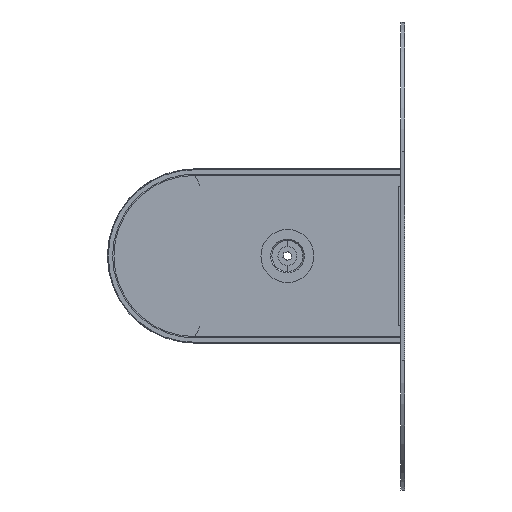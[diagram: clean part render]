
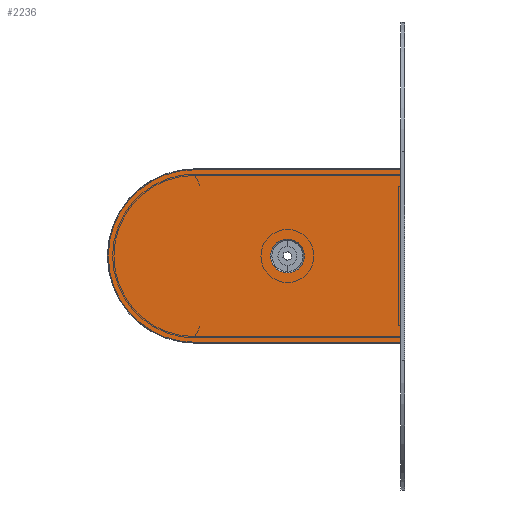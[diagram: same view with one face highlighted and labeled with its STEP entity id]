
A CAD part, left-side view. The second image highlights one B-rep face of the part: STEP entity #2236.
In plain terms, the highlighted planar face has unit normal (-1, 0, 0).
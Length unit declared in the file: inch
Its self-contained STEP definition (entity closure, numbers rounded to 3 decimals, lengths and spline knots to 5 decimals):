
#50 = EDGE_CURVE ( 'NONE', #3205, #3163, #3456, .T. ) ;
#51 = EDGE_CURVE ( 'NONE', #3218, #3205, #1047, .T. ) ;
#52 = EDGE_CURVE ( 'NONE', #3172, #3181, #1050, .T. ) ;
#53 = EDGE_CURVE ( 'NONE', #3181, #3218, #3457, .T. ) ;
#109 = EDGE_CURVE ( 'NONE', #3163, #3160, #1137, .T. ) ;
#461 = EDGE_LOOP ( 'NONE', ( #3604, #3587 ) ) ;
#487 = EDGE_LOOP ( 'NONE', ( #3602, #3609, #3589, #3601, #3595, #3600, #3610 ) ) ;
#512 = VERTEX_POINT ( 'NONE', #1513 ) ;
#513 = VERTEX_POINT ( 'NONE', #1514 ) ;
#716 = CARTESIAN_POINT ( 'NONE',  ( -17.54811, -1.37496, 0.82441 ) ) ;
#717 = CARTESIAN_POINT ( 'NONE',  ( -17.54811, -1.37496, -0.82742 ) ) ;
#721 = CARTESIAN_POINT ( 'NONE',  ( -17.54811, -1.37496, 0.82742 ) ) ;
#722 = CARTESIAN_POINT ( 'NONE',  ( -17.54811, -1.37289, 0.82949 ) ) ;
#726 = CARTESIAN_POINT ( 'NONE',  ( -17.54811, -1.37496, 0.82449 ) ) ;
#727 = CARTESIAN_POINT ( 'NONE',  ( -17.54811, -1.36996, 0.82949 ) ) ;
#728 = DIRECTION ( 'NONE',  ( 0., 0., 1. ) ) ;
#729 = CARTESIAN_POINT ( 'NONE',  ( -17.54811, -1.37289, -0.82949 ) ) ;
#730 = CARTESIAN_POINT ( 'NONE',  ( -17.54811, -1.36987, -0.82949 ) ) ;
#731 = DIRECTION ( 'NONE',  ( 0., -1., 0. ) ) ;
#733 = CARTESIAN_POINT ( 'NONE',  ( -17.54811, -1.36996, -0.82949 ) ) ;
#734 = CARTESIAN_POINT ( 'NONE',  ( -17.54811, -1.37496, -0.82449 ) ) ;
#869 = CARTESIAN_POINT ( 'NONE',  ( -17.54811, 0.60181, 0.82949 ) ) ;
#870 = DIRECTION ( 'NONE',  ( 0., 1., 0. ) ) ;
#1047 = LINE ( 'NONE', #716, #1049 ) ;
#1049 = VECTOR ( 'NONE', #728, 39.37008 ) ;
#1050 = LINE ( 'NONE', #730, #1052 ) ;
#1052 = VECTOR ( 'NONE', #731, 39.37008 ) ;
#1137 = LINE ( 'NONE', #869, #1140 ) ;
#1140 = VECTOR ( 'NONE', #870, 39.37008 ) ;
#1513 = CARTESIAN_POINT ( 'NONE',  ( -17.54811, -0.29115, -0.16341 ) ) ;
#1514 = CARTESIAN_POINT ( 'NONE',  ( -17.54811, -0.29115, 0.1634 ) ) ;
#2236 = ADVANCED_FACE ( 'NONE', ( #2344, #2348 ), #2454, .T. ) ;
#2344 = FACE_OUTER_BOUND ( 'NONE', #487, .T. ) ;
#2348 = FACE_BOUND ( 'NONE', #461, .T. ) ;
#2454 = PLANE ( 'NONE',  #3365 ) ;
#2462 = CARTESIAN_POINT ( 'NONE',  ( -17.54811, -0.29075, 0. ) ) ;
#2463 = DIRECTION ( 'NONE',  ( -1., 0., 0. ) ) ;
#2464 = DIRECTION ( 'NONE',  ( 0., 0., 1. ) ) ;
#2649 = CARTESIAN_POINT ( 'NONE',  ( -17.54811, -0.29115, 0. ) ) ;
#2650 = DIRECTION ( 'NONE',  ( -1., 0., 0. ) ) ;
#2651 = DIRECTION ( 'NONE',  ( 0., 0., 1. ) ) ;
#2658 = CARTESIAN_POINT ( 'NONE',  ( -17.54811, -0.29115, 0. ) ) ;
#2659 = DIRECTION ( 'NONE',  ( -1., 0., 0. ) ) ;
#2660 = DIRECTION ( 'NONE',  ( 0., 0., 1. ) ) ;
#2718 = CARTESIAN_POINT ( 'NONE',  ( -17.54811, 0.60181, 0. ) ) ;
#2719 = DIRECTION ( 'NONE',  ( -1., 0., 0. ) ) ;
#2720 = DIRECTION ( 'NONE',  ( 0., 0., 1. ) ) ;
#2731 = CARTESIAN_POINT ( 'NONE',  ( -17.54811, 0.60181, 0. ) ) ;
#2732 = DIRECTION ( 'NONE',  ( -1., 0., 0. ) ) ;
#2733 = DIRECTION ( 'NONE',  ( 0., 0., 1. ) ) ;
#2764 = CARTESIAN_POINT ( 'NONE',  ( -17.54811, 1.4313, 0. ) ) ;
#2766 = CARTESIAN_POINT ( 'NONE',  ( -17.54811, 0.60181, 0.82949 ) ) ;
#2769 = CARTESIAN_POINT ( 'NONE',  ( -17.54811, -1.36996, 0.82949 ) ) ;
#2778 = CARTESIAN_POINT ( 'NONE',  ( -17.54811, 0.60181, -0.82949 ) ) ;
#2787 = CARTESIAN_POINT ( 'NONE',  ( -17.54811, -1.36996, -0.82949 ) ) ;
#2811 = CARTESIAN_POINT ( 'NONE',  ( -17.54811, -1.37496, 0.82449 ) ) ;
#2824 = CARTESIAN_POINT ( 'NONE',  ( -17.54811, -1.37496, -0.82449 ) ) ;
#3103 = EDGE_CURVE ( 'NONE', #512, #513, #3790, .T. ) ;
#3105 = EDGE_CURVE ( 'NONE', #513, #512, #3789, .T. ) ;
#3133 = EDGE_CURVE ( 'NONE', #3158, #3172, #3844, .T. ) ;
#3137 = EDGE_CURVE ( 'NONE', #3160, #3158, #3848, .T. ) ;
#3158 = VERTEX_POINT ( 'NONE', #2764 ) ;
#3160 = VERTEX_POINT ( 'NONE', #2766 ) ;
#3163 = VERTEX_POINT ( 'NONE', #2769 ) ;
#3172 = VERTEX_POINT ( 'NONE', #2778 ) ;
#3181 = VERTEX_POINT ( 'NONE', #2787 ) ;
#3205 = VERTEX_POINT ( 'NONE', #2811 ) ;
#3218 = VERTEX_POINT ( 'NONE', #2824 ) ;
#3365 = AXIS2_PLACEMENT_3D ( 'NONE', #2462, #2463, #2464 ) ;
#3432 = AXIS2_PLACEMENT_3D ( 'NONE', #2649, #2650, #2651 ) ;
#3434 = AXIS2_PLACEMENT_3D ( 'NONE', #2658, #2659, #2660 ) ;
#3439 = AXIS2_PLACEMENT_3D ( 'NONE', #2718, #2719, #2720 ) ;
#3442 = AXIS2_PLACEMENT_3D ( 'NONE', #2731, #2732, #2733 ) ;
#3456 =( BOUNDED_CURVE ( )  B_SPLINE_CURVE ( 3, ( #726, #721, #722, #727 ),
 .UNSPECIFIED., .F., .F. ) 
 B_SPLINE_CURVE_WITH_KNOTS ( ( 4, 4 ),
 ( 5.49794, 7.06843 ),
 .UNSPECIFIED. ) 
 CURVE ( )  GEOMETRIC_REPRESENTATION_ITEM ( )  RATIONAL_B_SPLINE_CURVE ( ( 1., 0.805, 0.805, 1. ) ) 
 REPRESENTATION_ITEM ( '' )  );
#3457 =( BOUNDED_CURVE ( )  B_SPLINE_CURVE ( 3, ( #733, #729, #717, #734 ),
 .UNSPECIFIED., .F., .T. ) 
 B_SPLINE_CURVE_WITH_KNOTS ( ( 4, 4 ),
 ( 5.49794, 7.06843 ),
 .UNSPECIFIED. ) 
 CURVE ( )  GEOMETRIC_REPRESENTATION_ITEM ( )  RATIONAL_B_SPLINE_CURVE ( ( 1., 0.805, 0.805, 1. ) ) 
 REPRESENTATION_ITEM ( '' )  );
#3587 = ORIENTED_EDGE ( 'NONE', *, *, #3103, .F. ) ;
#3589 = ORIENTED_EDGE ( 'NONE', *, *, #109, .T. ) ;
#3595 = ORIENTED_EDGE ( 'NONE', *, *, #3133, .T. ) ;
#3600 = ORIENTED_EDGE ( 'NONE', *, *, #52, .T. ) ;
#3601 = ORIENTED_EDGE ( 'NONE', *, *, #3137, .T. ) ;
#3602 = ORIENTED_EDGE ( 'NONE', *, *, #51, .T. ) ;
#3604 = ORIENTED_EDGE ( 'NONE', *, *, #3105, .F. ) ;
#3609 = ORIENTED_EDGE ( 'NONE', *, *, #50, .T. ) ;
#3610 = ORIENTED_EDGE ( 'NONE', *, *, #53, .T. ) ;
#3789 = CIRCLE ( 'NONE', #3434, 0.1634 ) ;
#3790 = CIRCLE ( 'NONE', #3432, 0.1634 ) ;
#3844 = CIRCLE ( 'NONE', #3439, 0.82949 ) ;
#3848 = CIRCLE ( 'NONE', #3442, 0.82949 ) ;
